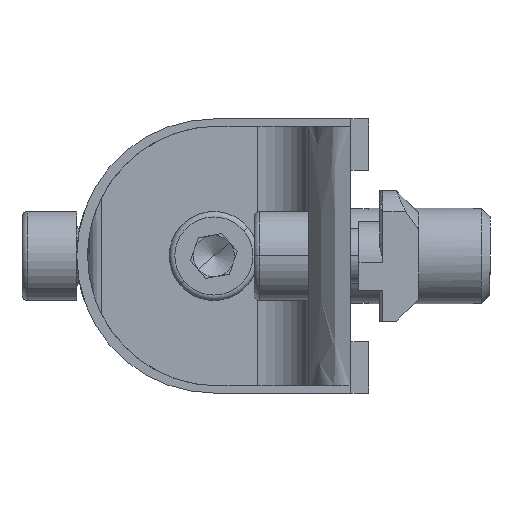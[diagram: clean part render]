
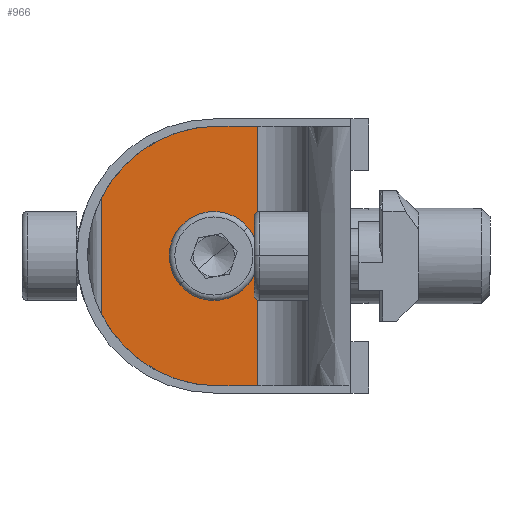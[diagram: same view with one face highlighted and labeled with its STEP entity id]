
A CAD part, left-side view. The second image highlights one B-rep face of the part: STEP entity #966.
In plain terms, the highlighted planar face has unit normal (-1, 0, 0).
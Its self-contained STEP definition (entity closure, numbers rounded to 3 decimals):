
#99 = AXIS2_PLACEMENT_3D ( 'NONE', #3180, #5280, #189 ) ;
#127 = DIRECTION ( 'NONE',  ( 0., -1., 0. ) ) ;
#133 = VERTEX_POINT ( 'NONE', #221 ) ;
#189 = DIRECTION ( 'NONE',  ( 0., 1., 0. ) ) ;
#221 = CARTESIAN_POINT ( 'NONE',  ( -6., 13.5, 37.9 ) ) ;
#397 = LINE ( 'NONE', #3488, #1562 ) ;
#444 = CARTESIAN_POINT ( 'NONE',  ( -6., 19.3, 19. ) ) ;
#535 = AXIS2_PLACEMENT_3D ( 'NONE', #4266, #6329, #4534 ) ;
#664 = CARTESIAN_POINT ( 'NONE',  ( -6., 13.5, 37.9 ) ) ;
#686 = DIRECTION ( 'NONE',  ( 0., 1., 0. ) ) ;
#915 = CARTESIAN_POINT ( 'NONE',  ( -6., 13.5, 0. ) ) ;
#963 = VERTEX_POINT ( 'NONE', #3516 ) ;
#966 = ADVANCED_FACE ( 'NONE', ( #5110, #3978 ), #5013, .F. ) ;
#1026 = AXIS2_PLACEMENT_3D ( 'NONE', #4979, #1989, #5597 ) ;
#1040 = VECTOR ( 'NONE', #6352, 1000. ) ;
#1202 = ORIENTED_EDGE ( 'NONE', *, *, #4405, .T. ) ;
#1519 = ORIENTED_EDGE ( 'NONE', *, *, #2311, .T. ) ;
#1562 = VECTOR ( 'NONE', #6014, 1000. ) ;
#1799 = ORIENTED_EDGE ( 'NONE', *, *, #2172, .T. ) ;
#1854 = EDGE_CURVE ( 'NONE', #963, #4177, #5430, .T. ) ;
#1989 = DIRECTION ( 'NONE',  ( 1., 0., 0. ) ) ;
#2016 = ORIENTED_EDGE ( 'NONE', *, *, #1854, .T. ) ;
#2172 = EDGE_CURVE ( 'NONE', #2828, #133, #3794, .T. ) ;
#2311 = EDGE_CURVE ( 'NONE', #3079, #963, #397, .T. ) ;
#2667 = CARTESIAN_POINT ( 'NONE',  ( -6., 19.3, 37.9 ) ) ;
#2828 = VERTEX_POINT ( 'NONE', #915 ) ;
#2859 = ORIENTED_EDGE ( 'NONE', *, *, #3297, .T. ) ;
#3042 = CIRCLE ( 'NONE', #5617, 4.175 ) ;
#3079 = VERTEX_POINT ( 'NONE', #3865 ) ;
#3180 = CARTESIAN_POINT ( 'NONE',  ( -6., 19.875, 18.95 ) ) ;
#3297 = EDGE_CURVE ( 'NONE', #5672, #6141, #4170, .T. ) ;
#3398 = CARTESIAN_POINT ( 'NONE',  ( -6., 6., 37.9 ) ) ;
#3488 = CARTESIAN_POINT ( 'NONE',  ( -6., 36.3, 37.9 ) ) ;
#3516 = CARTESIAN_POINT ( 'NONE',  ( -6., 36.3, 10.515 ) ) ;
#3752 = ORIENTED_EDGE ( 'NONE', *, *, #5390, .T. ) ;
#3794 = LINE ( 'NONE', #664, #1040 ) ;
#3830 = CARTESIAN_POINT ( 'NONE',  ( -6., 24.05, 18.95 ) ) ;
#3865 = CARTESIAN_POINT ( 'NONE',  ( -6., 36.3, 27.385 ) ) ;
#3963 = CIRCLE ( 'NONE', #535, 19. ) ;
#3968 = VECTOR ( 'NONE', #127, 1000. ) ;
#3978 = FACE_OUTER_BOUND ( 'NONE', #6082, .T. ) ;
#3993 = DIRECTION ( 'NONE',  ( 0., 1., 0. ) ) ;
#4072 = ORIENTED_EDGE ( 'NONE', *, *, #5392, .F. ) ;
#4124 = LINE ( 'NONE', #6217, #3968 ) ;
#4170 = CIRCLE ( 'NONE', #99, 4.175 ) ;
#4177 = VERTEX_POINT ( 'NONE', #5338 ) ;
#4266 = CARTESIAN_POINT ( 'NONE',  ( -6., 19.3, 18.9 ) ) ;
#4345 = DIRECTION ( 'NONE',  ( 1., 0., 0. ) ) ;
#4405 = EDGE_CURVE ( 'NONE', #4177, #2828, #4124, .T. ) ;
#4534 = DIRECTION ( 'NONE',  ( 0., 1., 0. ) ) ;
#4735 = EDGE_LOOP ( 'NONE', ( #2859, #5664 ) ) ;
#4880 = CARTESIAN_POINT ( 'NONE',  ( -6., 15.7, 18.95 ) ) ;
#4930 = EDGE_CURVE ( 'NONE', #6141, #5672, #3042, .T. ) ;
#4958 = DIRECTION ( 'NONE',  ( -1., 0., 0. ) ) ;
#4979 = CARTESIAN_POINT ( 'NONE',  ( -6., 6., 37.9 ) ) ;
#5013 = PLANE ( 'NONE',  #1026 ) ;
#5110 = FACE_BOUND ( 'NONE', #4735, .T. ) ;
#5274 = VERTEX_POINT ( 'NONE', #2667 ) ;
#5280 = DIRECTION ( 'NONE',  ( 1., 0., 0. ) ) ;
#5338 = CARTESIAN_POINT ( 'NONE',  ( -6., 19.3, 0. ) ) ;
#5381 = CARTESIAN_POINT ( 'NONE',  ( -6., 19.875, 18.95 ) ) ;
#5390 = EDGE_CURVE ( 'NONE', #5274, #3079, #3963, .T. ) ;
#5392 = EDGE_CURVE ( 'NONE', #5274, #133, #6469, .T. ) ;
#5430 = CIRCLE ( 'NONE', #5662, 19. ) ;
#5597 = DIRECTION ( 'NONE',  ( 0., 1., 0. ) ) ;
#5617 = AXIS2_PLACEMENT_3D ( 'NONE', #5381, #4345, #686 ) ;
#5662 = AXIS2_PLACEMENT_3D ( 'NONE', #444, #4958, #3993 ) ;
#5664 = ORIENTED_EDGE ( 'NONE', *, *, #4930, .T. ) ;
#5672 = VERTEX_POINT ( 'NONE', #3830 ) ;
#5794 = VECTOR ( 'NONE', #6499, 1000. ) ;
#6014 = DIRECTION ( 'NONE',  ( 0., 0., -1. ) ) ;
#6082 = EDGE_LOOP ( 'NONE', ( #4072, #3752, #1519, #2016, #1202, #1799 ) ) ;
#6141 = VERTEX_POINT ( 'NONE', #4880 ) ;
#6217 = CARTESIAN_POINT ( 'NONE',  ( -6., 6., 0. ) ) ;
#6329 = DIRECTION ( 'NONE',  ( -1., 0., 0. ) ) ;
#6352 = DIRECTION ( 'NONE',  ( 0., 0., 1. ) ) ;
#6469 = LINE ( 'NONE', #3398, #5794 ) ;
#6499 = DIRECTION ( 'NONE',  ( 0., -1., 0. ) ) ;
